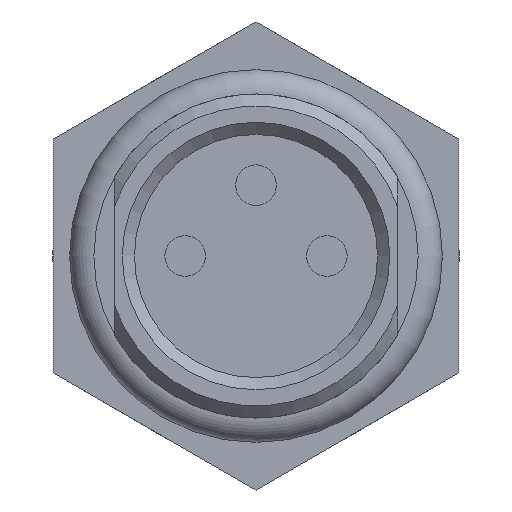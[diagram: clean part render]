
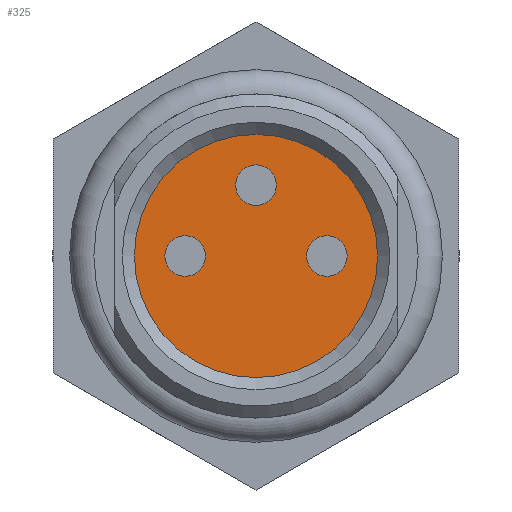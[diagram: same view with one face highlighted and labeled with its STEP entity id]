
A CAD part, left-side view. The second image highlights one B-rep face of the part: STEP entity #325.
In plain terms, the highlighted planar face has unit normal (-1, 0, 0).
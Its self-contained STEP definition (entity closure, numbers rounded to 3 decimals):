
#325=ADVANCED_FACE('',(#541,#542,#543,#544),#383,.T.);
#383=PLANE('',#1715);
#451=CIRCLE('',#1708,0.5);
#452=CIRCLE('',#1710,0.5);
#453=CIRCLE('',#1712,0.5);
#454=CIRCLE('',#1714,3.);
#541=FACE_BOUND('',#682,.T.);
#542=FACE_BOUND('',#683,.T.);
#543=FACE_BOUND('',#684,.T.);
#544=FACE_BOUND('',#685,.T.);
#682=EDGE_LOOP('',(#1041));
#683=EDGE_LOOP('',(#1042));
#684=EDGE_LOOP('',(#1043));
#685=EDGE_LOOP('',(#1044));
#1041=ORIENTED_EDGE('',*,*,#1414,.F.);
#1042=ORIENTED_EDGE('',*,*,#1413,.F.);
#1043=ORIENTED_EDGE('',*,*,#1412,.F.);
#1044=ORIENTED_EDGE('',*,*,#1415,.F.);
#1223=VERTEX_POINT('',#2931);
#1224=VERTEX_POINT('',#2934);
#1225=VERTEX_POINT('',#2937);
#1226=VERTEX_POINT('',#2940);
#1412=EDGE_CURVE('',#1223,#1223,#451,.T.);
#1413=EDGE_CURVE('',#1224,#1224,#452,.T.);
#1414=EDGE_CURVE('',#1225,#1225,#453,.T.);
#1415=EDGE_CURVE('',#1226,#1226,#454,.T.);
#1708=AXIS2_PLACEMENT_3D('',#2930,#2104,#2105);
#1710=AXIS2_PLACEMENT_3D('',#2933,#2108,#2109);
#1712=AXIS2_PLACEMENT_3D('',#2936,#2112,#2113);
#1714=AXIS2_PLACEMENT_3D('',#2939,#2116,#2117);
#1715=AXIS2_PLACEMENT_3D('',#2941,#2118,#2119);
#2104=DIRECTION('',(-1.,0.,0.));
#2105=DIRECTION('',(0.,0.,1.));
#2108=DIRECTION('',(-1.,0.,0.));
#2109=DIRECTION('',(0.,0.,1.));
#2112=DIRECTION('',(-1.,0.,0.));
#2113=DIRECTION('',(0.,0.,1.));
#2116=DIRECTION('',(1.,0.,0.));
#2117=DIRECTION('',(0.,0.,1.));
#2118=DIRECTION('',(-1.,0.,0.));
#2119=DIRECTION('',(0.,0.,1.));
#2930=CARTESIAN_POINT('',(1.,1.75,0.));
#2931=CARTESIAN_POINT('',(1.,1.75,0.5));
#2933=CARTESIAN_POINT('',(1.,-1.75,0.));
#2934=CARTESIAN_POINT('',(1.,-1.75,0.5));
#2936=CARTESIAN_POINT('',(1.,0.,1.75));
#2937=CARTESIAN_POINT('',(1.,0.,2.25));
#2939=CARTESIAN_POINT('',(1.,0.,0.));
#2940=CARTESIAN_POINT('',(1.,0.,3.));
#2941=CARTESIAN_POINT('',(1.,0.,0.));
